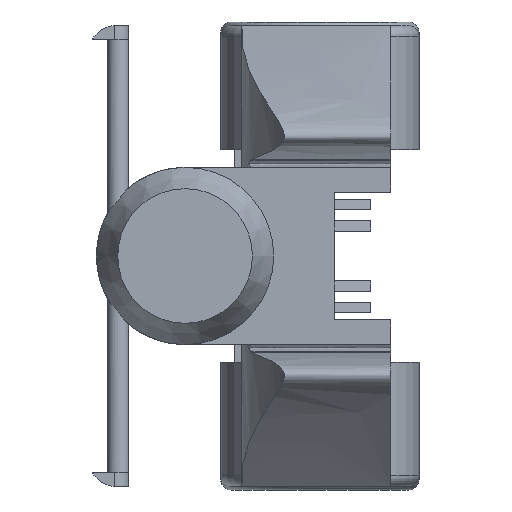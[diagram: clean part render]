
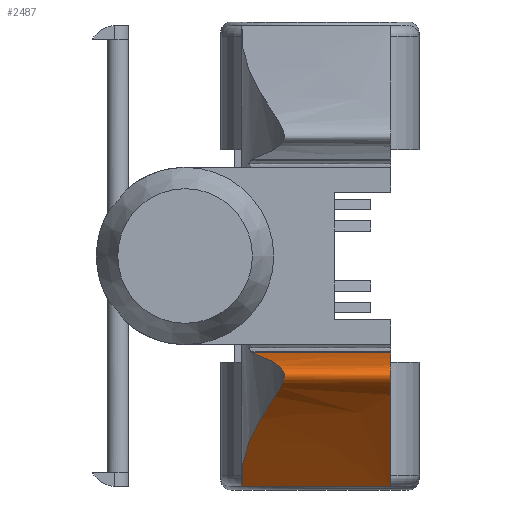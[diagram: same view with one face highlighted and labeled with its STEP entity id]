
A CAD part, left-side view. The second image highlights one B-rep face of the part: STEP entity #2487.
In plain terms, the highlighted free-form (B-spline) face has degree [2, 1] with [3, 2] control points.
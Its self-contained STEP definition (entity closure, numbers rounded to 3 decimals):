
#29=(
BOUNDED_SURFACE()
B_SPLINE_SURFACE(2,1,((#3953,#3954),(#3955,#3956),(#3957,#3958)),
 .UNSPECIFIED.,.F.,.F.,.F.)
B_SPLINE_SURFACE_WITH_KNOTS((3,3),(2,2),(0.728,7.011),
(0.,2.97),.UNSPECIFIED.)
GEOMETRIC_REPRESENTATION_ITEM()
RATIONAL_B_SPLINE_SURFACE(((1.372,1.372),(2.792,
2.792),(1.,1.)))
REPRESENTATION_ITEM('')
SURFACE()
);
#38=(
BOUNDED_CURVE()
B_SPLINE_CURVE(2,(#3774,#3775,#3776),.UNSPECIFIED.,.F.,.F.)
B_SPLINE_CURVE_WITH_KNOTS((3,3),(-7.011,-0.728),
 .UNSPECIFIED.)
CURVE()
GEOMETRIC_REPRESENTATION_ITEM()
RATIONAL_B_SPLINE_CURVE((1.,2.792,1.372))
REPRESENTATION_ITEM('')
);
#62=B_SPLINE_CURVE_WITH_KNOTS('',3,(#3960,#3961,#3962,#3963,#3964,#3965,
#3966,#3967,#3968,#3969,#3970,#3971,#3972,#3973,#3974,#3975,#3976,#3977,
#3978,#3979,#3980,#3981,#3982,#3983,#3984,#3985,#3986,#3987),
 .UNSPECIFIED.,.F.,.F.,(4,2,2,2,2,2,2,2,2,2,2,2,2,4),(0.,1.14,
1.929,2.437,2.639,2.772,2.895,
3.056,3.349,3.936,5.15,6.727,
7.021,7.259),.UNSPECIFIED.);
#319=LINE('',#3951,#561);
#321=LINE('',#3988,#563);
#561=VECTOR('',#3092,10.);
#563=VECTOR('',#3094,10.);
#768=FACE_OUTER_BOUND('',#910,.T.);
#910=EDGE_LOOP('',(#1950,#1951,#1952,#1953));
#1153=VERTEX_POINT('',#3771);
#1154=VERTEX_POINT('',#3773);
#1203=VERTEX_POINT('',#3949);
#1204=VERTEX_POINT('',#3959);
#1416=EDGE_CURVE('',#1154,#1153,#38,.T.);
#1488=EDGE_CURVE('',#1203,#1153,#319,.T.);
#1490=EDGE_CURVE('',#1203,#1204,#62,.T.);
#1491=EDGE_CURVE('',#1154,#1204,#321,.T.);
#1950=ORIENTED_EDGE('',*,*,#1490,.T.);
#1951=ORIENTED_EDGE('',*,*,#1491,.F.);
#1952=ORIENTED_EDGE('',*,*,#1416,.T.);
#1953=ORIENTED_EDGE('',*,*,#1488,.F.);
#2487=ADVANCED_FACE('',(#768),#29,.T.);
#3092=DIRECTION('',(0.,-1.,0.));
#3094=DIRECTION('',(0.,1.,0.));
#3771=CARTESIAN_POINT('',(15.234,0.,-13.674));
#3773=CARTESIAN_POINT('',(33.22,0.,-32.5));
#3774=CARTESIAN_POINT('Ctrl Pts',(33.22,0.,-32.5));
#3775=CARTESIAN_POINT('Ctrl Pts',(-9.357,0.,
-15.65));
#3776=CARTESIAN_POINT('Ctrl Pts',(15.234,0.,
-13.674));
#3949=CARTESIAN_POINT('',(15.234,19.547,-13.674));
#3951=CARTESIAN_POINT('',(15.234,27.,-13.674));
#3953=CARTESIAN_POINT('Ctrl Pts',(15.234,27.,-13.674));
#3954=CARTESIAN_POINT('Ctrl Pts',(15.234,-2.7,-13.674));
#3955=CARTESIAN_POINT('Ctrl Pts',(-9.357,27.,-15.65));
#3956=CARTESIAN_POINT('Ctrl Pts',(-9.357,-2.7,-15.65));
#3957=CARTESIAN_POINT('Ctrl Pts',(33.22,27.,-32.5));
#3958=CARTESIAN_POINT('Ctrl Pts',(33.22,-2.7,-32.5));
#3959=CARTESIAN_POINT('',(33.22,21.,-32.5));
#3960=CARTESIAN_POINT('Ctrl Pts',(15.234,19.547,-13.674));
#3961=CARTESIAN_POINT('Ctrl Pts',(11.516,18.824,-13.973));
#3962=CARTESIAN_POINT('Ctrl Pts',(8.41,17.954,-14.28));
#3963=CARTESIAN_POINT('Ctrl Pts',(4.252,16.622,-14.888));
#3964=CARTESIAN_POINT('Ctrl Pts',(2.829,16.103,-15.167));
#3965=CARTESIAN_POINT('Ctrl Pts',(1.153,15.464,-15.72));
#3966=CARTESIAN_POINT('Ctrl Pts',(0.718,15.29,-15.943));
#3967=CARTESIAN_POINT('Ctrl Pts',(0.336,15.136,-16.261));
#3968=CARTESIAN_POINT('Ctrl Pts',(0.233,15.095,-16.368));
#3969=CARTESIAN_POINT('Ctrl Pts',(0.112,15.046,-16.577));
#3970=CARTESIAN_POINT('Ctrl Pts',(0.078,15.032,-16.667));
#3971=CARTESIAN_POINT('Ctrl Pts',(0.05,15.02,-16.853));
#3972=CARTESIAN_POINT('Ctrl Pts',(0.053,15.022,-16.942));
#3973=CARTESIAN_POINT('Ctrl Pts',(0.093,15.038,-17.146));
#3974=CARTESIAN_POINT('Ctrl Pts',(0.139,15.057,-17.257));
#3975=CARTESIAN_POINT('Ctrl Pts',(0.296,15.12,-17.543));
#3976=CARTESIAN_POINT('Ctrl Pts',(0.444,15.18,-17.723));
#3977=CARTESIAN_POINT('Ctrl Pts',(0.946,15.381,-18.232));
#3978=CARTESIAN_POINT('Ctrl Pts',(1.463,15.587,-18.638));
#3979=CARTESIAN_POINT('Ctrl Pts',(4.02,16.543,-20.223));
#3980=CARTESIAN_POINT('Ctrl Pts',(6.706,17.483,-21.52));
#3981=CARTESIAN_POINT('Ctrl Pts',(14.473,19.525,-24.955));
#3982=CARTESIAN_POINT('Ctrl Pts',(20.042,20.599,-27.239));
#3983=CARTESIAN_POINT('Ctrl Pts',(27.81,20.995,-30.35));
#3984=CARTESIAN_POINT('Ctrl Pts',(29.03,21.03,-30.837));
#3985=CARTESIAN_POINT('Ctrl Pts',(31.241,21.043,-31.716));
#3986=CARTESIAN_POINT('Ctrl Pts',(32.231,21.03,-32.108));
#3987=CARTESIAN_POINT('Ctrl Pts',(33.22,21.,-32.5));
#3988=CARTESIAN_POINT('',(33.22,0.,-32.5));
